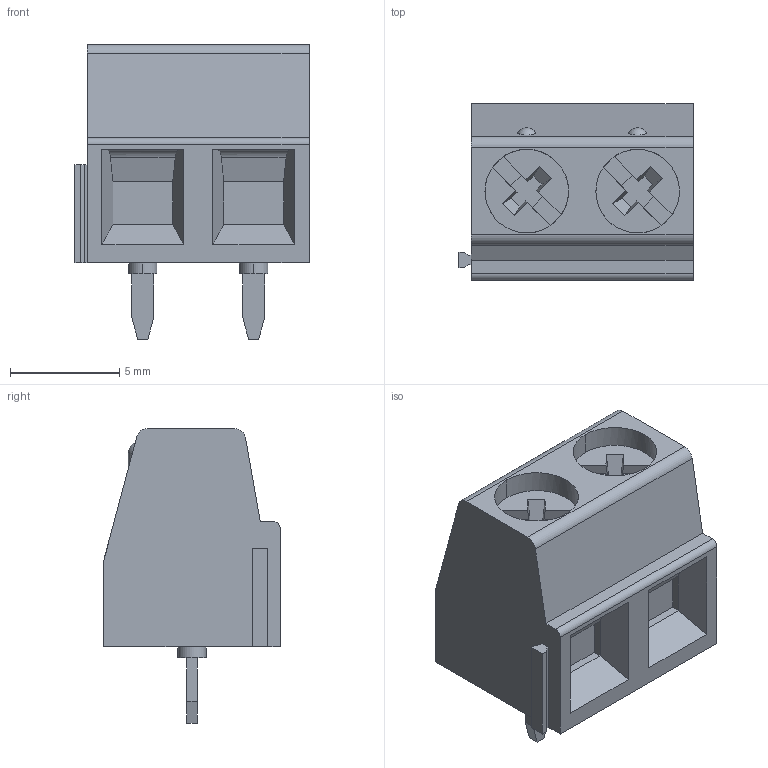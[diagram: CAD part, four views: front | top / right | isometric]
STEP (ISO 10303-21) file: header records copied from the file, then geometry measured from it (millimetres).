
FILE_DESCRIPTION(('Creo Elements/Direct Modeling STEP Export'),'2;1');
FILE_NAME('model.stp','2020-10-30T 0:26:55',(''),(''),'Creo Elements/Direct Modeling STEP processor for AP214 (Solid Model)','Creo Elements/Direct Modeling 20.1A 29-Sep-2018 (C) Parametric Technology GmbH','');
FILE_SCHEMA(('AUTOMOTIVE_DESIGN { 1 0 10303 214 1 1 1 1 }'));
Length unit declared in the file: millimetre
Products named in the file (2): BC-508X10-2_GN
Assembly tree (1 placements, depth 2):
  BC-508X10-2_GN
    BC-508X10-2_GN
Bounding box: 10.73 x 8.1 x 13.5 mm (x, y, z)
Volume: 652.5 mm3; surface area: 601 mm2
Topology: 1 solids, 1 shells, 160 faces, 424 edges, 280 vertices
Faces by surface type: plane 124, cylinder 32, cone 2, sphere 2
Entity records: 6436 total; most frequent: CARTESIAN_POINT 1153, ORIENTED_EDGE 848, DIRECTION 778, EDGE_CURVE 424, VECTOR 336, LINE 336, VERTEX_POINT 280, AXIS2_PLACEMENT_3D 221
